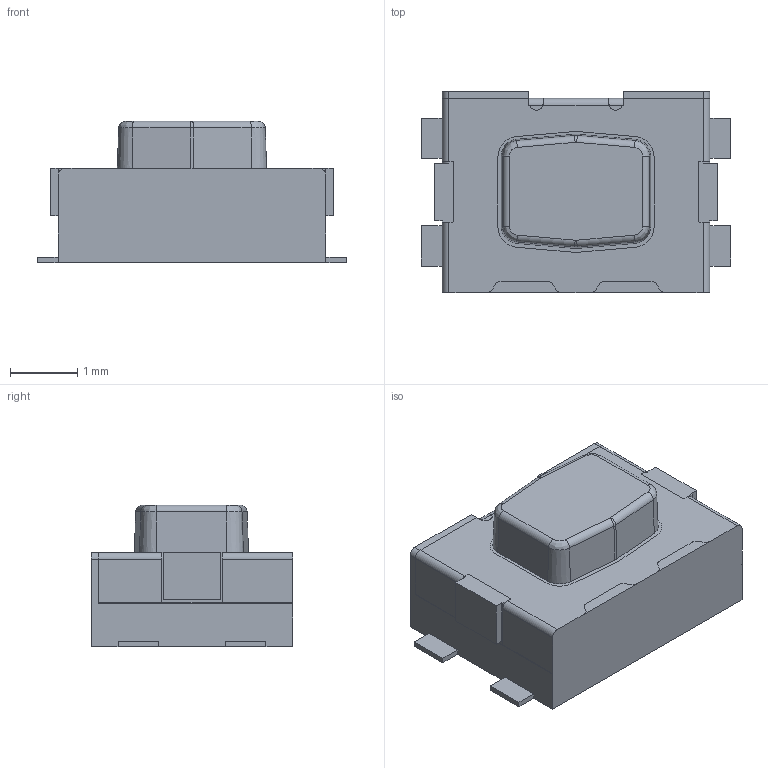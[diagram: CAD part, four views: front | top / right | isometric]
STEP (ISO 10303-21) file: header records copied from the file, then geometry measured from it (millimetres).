
FILE_DESCRIPTION(('FreeCAD Model'),'2;1');
FILE_NAME('SW_SPST_WS_TASV.step','2018-03-04T00:15:07',( 'Author'),(''),'Open CASCADE STEP processor 6.8','FreeCAD','Unknown' );
FILE_SCHEMA(('AUTOMOTIVE_DESIGN_CC2 { 1 2 10303 214 -1 1 5 4 }'));
Length unit declared in the file: millimetre
Products named in the file (1): SW_SPST_WS_TASV
Bounding box: 4.6 x 3 x 2.1 mm (x, y, z)
Volume: 19.1 mm3; surface area: 50 mm2
Topology: 1 solids, 1 shells, 96 faces, 276 edges, 184 vertices
Faces by surface type: plane 67, cylinder 17, cone 6, bspline 6
Entity records: 9603 total; most frequent: CARTESIAN_POINT 3669, DIRECTION 918, LINE 592, VECTOR 592, ORIENTED_EDGE 552, PCURVE 552, DEFINITIONAL_REPRESENTATION 552, EDGE_CURVE 276
